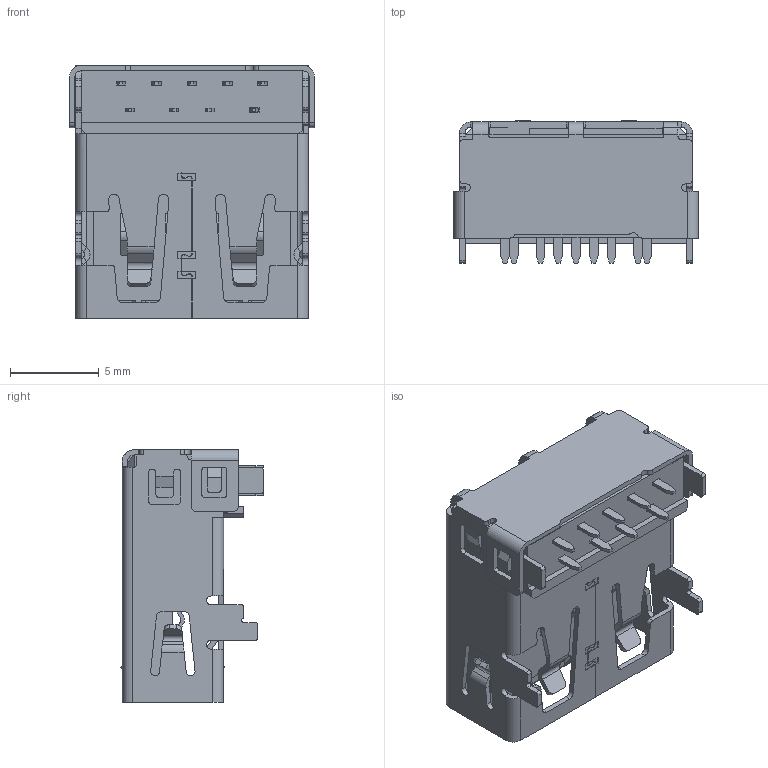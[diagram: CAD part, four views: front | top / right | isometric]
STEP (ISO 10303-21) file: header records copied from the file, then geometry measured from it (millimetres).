
FILE_DESCRIPTION((''),'2;1');
FILE_NAME('483930001','2019-01-22T',('gga'),(''),'PRO/ENGINEER BY PARAMETRIC TECHNOLOGY CORPORATION, 2016010','PRO/ENGINEER BY PARAMETRIC TECHNOLOGY CORPORATION, 2016010','');
FILE_SCHEMA(('CONFIG_CONTROL_DESIGN'));
Length unit declared in the file: millimetre
Products named in the file (1): 483930001
Bounding box: 13.8 x 8.04 x 14.25 mm (x, y, z)
Volume: 624.5 mm3; surface area: 1441.7 mm2
Topology: 1 solids, 1 shells, 719 faces, 2037 edges, 1324 vertices
Faces by surface type: plane 489, cylinder 198, bspline 24, cone 4, extrusion 4
Entity records: 24222 total; most frequent: CARTESIAN_POINT 5369, ORIENTED_EDGE 4006, DIRECTION 3745, EDGE_CURVE 2003, VECTOR 1599, LINE 1595, VERTEX_POINT 1290, AXIS2_PLACEMENT_3D 1073
